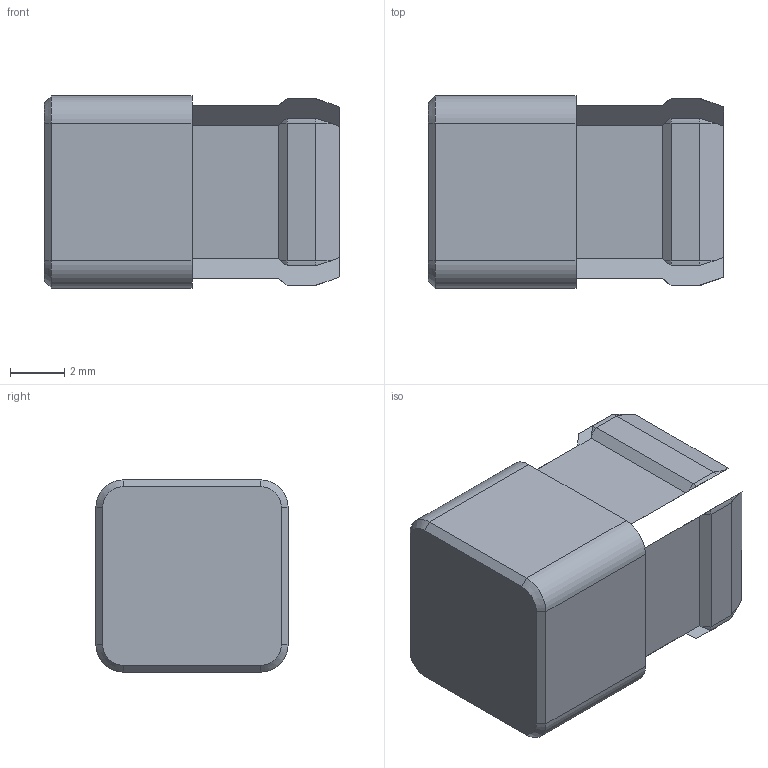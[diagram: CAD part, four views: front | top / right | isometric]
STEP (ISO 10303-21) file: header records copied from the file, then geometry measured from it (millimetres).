
FILE_DESCRIPTION (( 'STEP AP214' ), '1' );
FILE_NAME ('SQL_360_XXX.STEP', '2019-09-30T17:42:19', ( 'user' ), ( 'Microsoft' ), 'SwSTEP 2.0', 'SolidWorks 2018', '' );
FILE_SCHEMA (( 'AUTOMOTIVE_DESIGN' ));
Length unit declared in the file: inch
Products named in the file (1): SQL_360_XXX
Bounding box: 10.92 x 7.11 x 7.11 mm (x, y, z)
Volume: 188.8 mm3; surface area: 656.1 mm2
Topology: 1 solids, 1 shells, 356 faces, 935 edges, 582 vertices
Faces by surface type: plane 139, cone 98, bspline 92, cylinder 22, torus 5
Entity records: 12094 total; most frequent: CARTESIAN_POINT 4024, ORIENTED_EDGE 1870, DIRECTION 1368, EDGE_CURVE 935, VERTEX_POINT 582, AXIS2_PLACEMENT_3D 458, VECTOR 452, LINE 452
